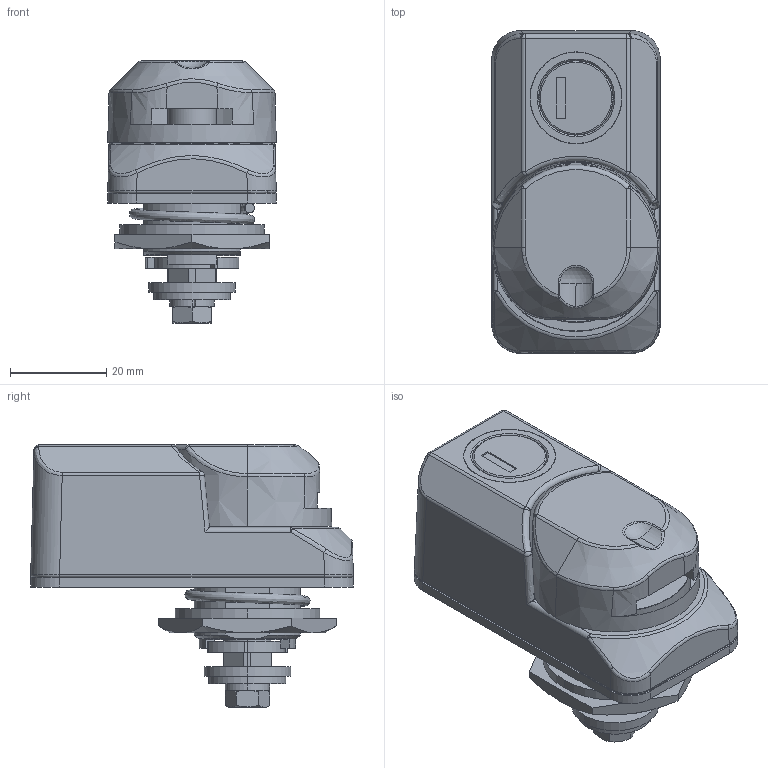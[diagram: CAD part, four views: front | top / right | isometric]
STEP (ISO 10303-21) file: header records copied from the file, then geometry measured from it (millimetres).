
FILE_DESCRIPTION (( 'STEP AP203' ), '1' );
FILE_NAME ('A-316-CY-4.STEP', '2020-01-29T02:24:59', ( '' ), ( '' ), 'SwSTEP 2.0', 'SolidWorks 2018', '' );
FILE_SCHEMA (( 'CONFIG_CONTROL_DESIGN' ));
Length unit declared in the file: millimetre
Products named in the file (13): A-316-CY-4_ハンドルカバー_; A-316-CY-4_六角ナット_; A-316-CY-4_TAK60-4-2_; A-316-CY-4_回転ストッパー_; A-316-CY-4_ローターケース_TAK60_; A-316-CY-4_本体_; A-316-CY-4_十字穴付皿小ねじ_内径基準ver1.02__M3x10十字穴付皿小ねじ(鉄); A-316-CY-4_角ワッシャー_; A-316-CY-4_六角ボルト_内径基準ver1.03__M5x14十字穴付六角ボルト(鉄)SWシングルセムス(P2); A-316-CY-4_平座金_; A-316-CY-4_パッキン_; A-316-CY-4_リングワッシャー_; A-316-CY-4
Assembly tree (13 placements, depth 2):
  A-316-CY-4
    A-316-CY-4_本体_
    A-316-CY-4_ハンドルカバー_
    A-316-CY-4_ローターケース_TAK60_
    A-316-CY-4_TAK60-4-2_
    A-316-CY-4_パッキン_
    A-316-CY-4_十字穴付皿小ねじ_内径基準ver1.02__M3x10十字穴付皿小ねじ(鉄)  x2
    A-316-CY-4_六角ナット_
    A-316-CY-4_リングワッシャー_
    A-316-CY-4_回転ストッパー_
    A-316-CY-4_角ワッシャー_
    A-316-CY-4_平座金_
    A-316-CY-4_六角ボルト_内径基準ver1.03__M5x14十字穴付六角ボルト(鉄)SWシングルセムス(P2)
Bounding box: 35 x 67 x 54.4 mm (x, y, z)
Volume: 56758.4 mm3; surface area: 34678.6 mm2
Topology: 13 solids, 13 shells, 522 faces, 1307 edges, 825 vertices
Faces by surface type: plane 251, cylinder 159, cone 54, bspline 36, sphere 12, torus 10
Entity records: 17635 total; most frequent: CARTESIAN_POINT 4745, ORIENTED_EDGE 2418, DIRECTION 2408, EDGE_CURVE 1209, AXIS2_PLACEMENT_3D 888, VERTEX_POINT 765, VECTOR 632, LINE 632
